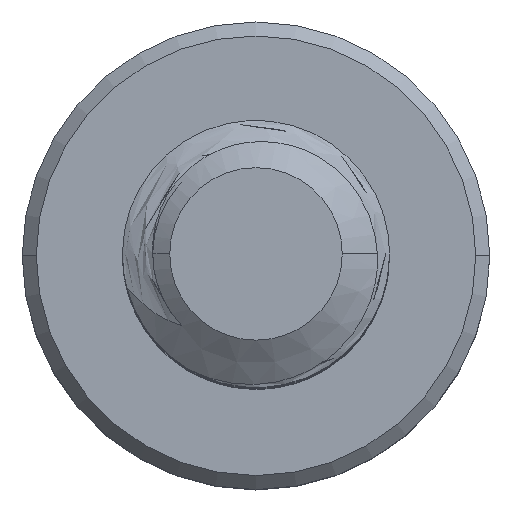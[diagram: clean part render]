
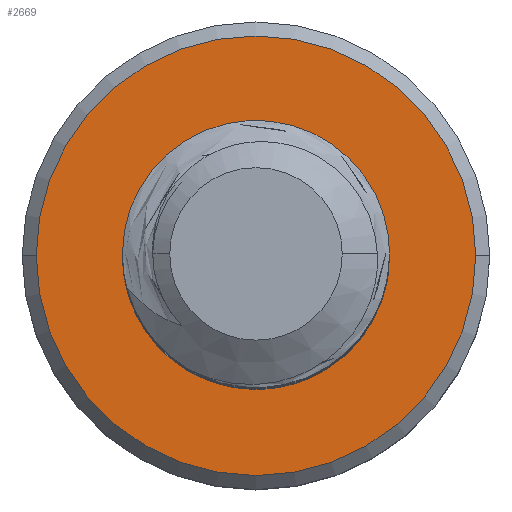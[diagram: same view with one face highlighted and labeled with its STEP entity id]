
A CAD part, top view. The second image highlights one B-rep face of the part: STEP entity #2669.
In plain terms, the highlighted planar face has unit normal (0, 0, 1).
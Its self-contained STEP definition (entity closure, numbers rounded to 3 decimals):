
#46 = AXIS2_PLACEMENT_3D ( 'NONE', #4810, #1839, #5264 ) ;
#333 = CARTESIAN_POINT ( 'NONE',  ( 0., 0., -16. ) ) ;
#500 = EDGE_CURVE ( 'NONE', #5963, #3608, #1251, .T. ) ;
#511 = EDGE_CURVE ( 'NONE', #3608, #5963, #4214, .T. ) ;
#837 = DIRECTION ( 'NONE',  ( 1., 0., 0. ) ) ;
#1251 = CIRCLE ( 'NONE', #2153, 3.29 ) ;
#1641 = EDGE_CURVE ( 'NONE', #2622, #3598, #5912, .T. ) ;
#1839 = DIRECTION ( 'NONE',  ( 0., 0., 1. ) ) ;
#2153 = AXIS2_PLACEMENT_3D ( 'NONE', #5086, #5153, #4998 ) ;
#2197 = AXIS2_PLACEMENT_3D ( 'NONE', #5018, #5005, #4980 ) ;
#2622 = VERTEX_POINT ( 'NONE', #5670 ) ;
#2646 = ORIENTED_EDGE ( 'NONE', *, *, #500, .T. ) ;
#2667 = FACE_OUTER_BOUND ( 'NONE', #4390, .T. ) ;
#2669 = ADVANCED_FACE ( 'NONE', ( #2667, #4932 ), #2954, .F. ) ;
#2883 = EDGE_CURVE ( 'NONE', #3598, #2622, #4708, .T. ) ;
#2954 = PLANE ( 'NONE',  #5574 ) ;
#2972 = DIRECTION ( 'NONE',  ( 0., 0., -1. ) ) ;
#3311 = CARTESIAN_POINT ( 'NONE',  ( 3.29, 0., -16. ) ) ;
#3411 = ORIENTED_EDGE ( 'NONE', *, *, #1641, .F. ) ;
#3598 = VERTEX_POINT ( 'NONE', #5192 ) ;
#3608 = VERTEX_POINT ( 'NONE', #3311 ) ;
#3820 = DIRECTION ( 'NONE',  ( 0., 0., 1. ) ) ;
#3967 = ORIENTED_EDGE ( 'NONE', *, *, #511, .T. ) ;
#4214 = CIRCLE ( 'NONE', #2197, 3.29 ) ;
#4353 = CARTESIAN_POINT ( 'NONE',  ( 0., 0., -16. ) ) ;
#4390 = EDGE_LOOP ( 'NONE', ( #2646, #3967 ) ) ;
#4410 = AXIS2_PLACEMENT_3D ( 'NONE', #333, #3820, #837 ) ;
#4609 = EDGE_LOOP ( 'NONE', ( #5217, #3411 ) ) ;
#4708 = CIRCLE ( 'NONE', #4410, 2. ) ;
#4810 = CARTESIAN_POINT ( 'NONE',  ( 0., 0., -16. ) ) ;
#4889 = CARTESIAN_POINT ( 'NONE',  ( -3.29, 0., -16. ) ) ;
#4932 = FACE_BOUND ( 'NONE', #4609, .T. ) ;
#4980 = DIRECTION ( 'NONE',  ( -1., 0., 0. ) ) ;
#4998 = DIRECTION ( 'NONE',  ( -1., 0., 0. ) ) ;
#5005 = DIRECTION ( 'NONE',  ( 0., 0., 1. ) ) ;
#5018 = CARTESIAN_POINT ( 'NONE',  ( 0., 0., -16. ) ) ;
#5086 = CARTESIAN_POINT ( 'NONE',  ( 0., 0., -16. ) ) ;
#5153 = DIRECTION ( 'NONE',  ( 0., 0., 1. ) ) ;
#5192 = CARTESIAN_POINT ( 'NONE',  ( 2., 0., -16. ) ) ;
#5217 = ORIENTED_EDGE ( 'NONE', *, *, #2883, .F. ) ;
#5264 = DIRECTION ( 'NONE',  ( 1., 0., 0. ) ) ;
#5574 = AXIS2_PLACEMENT_3D ( 'NONE', #4353, #2972, #6175 ) ;
#5670 = CARTESIAN_POINT ( 'NONE',  ( -2., 0., -16. ) ) ;
#5912 = CIRCLE ( 'NONE', #46, 2. ) ;
#5963 = VERTEX_POINT ( 'NONE', #4889 ) ;
#6175 = DIRECTION ( 'NONE',  ( -1., 0., 0. ) ) ;
